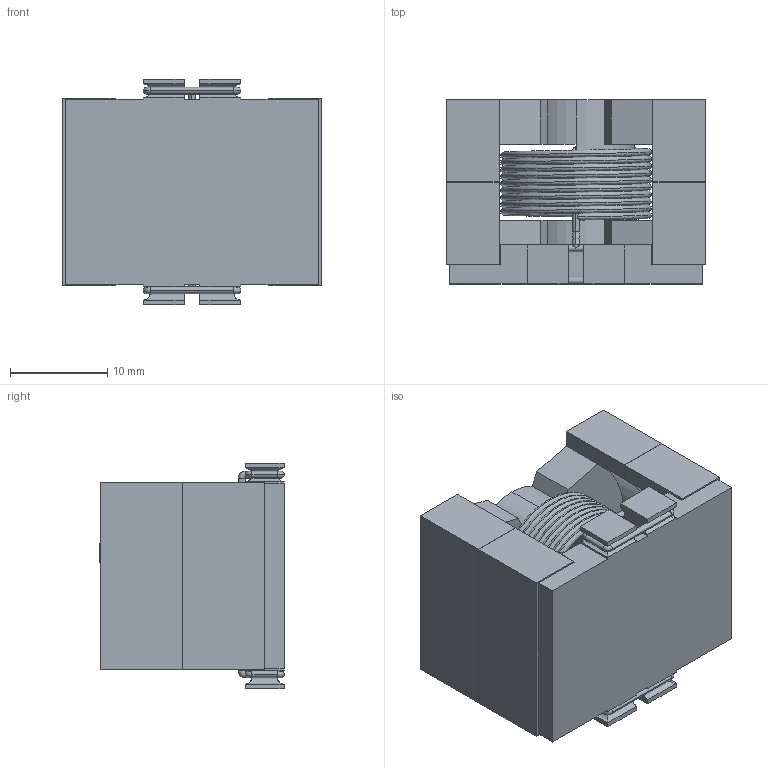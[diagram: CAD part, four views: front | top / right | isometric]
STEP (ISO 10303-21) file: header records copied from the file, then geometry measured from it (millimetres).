
FILE_DESCRIPTION (( 'STEP AP214' ), '1' );
FILE_NAME ('mps_mag_6000B_smt_a.STEP', '2014-11-17T08:15:02', ( '微软用户' ), ( '微软中国' ), 'SwSTEP 2.0', 'SolidWorks 2013', '' );
FILE_SCHEMA (( 'AUTOMOTIVE_DESIGN' ));
Length unit declared in the file: millimetre
Products named in the file (1): mps_mag_6000B_smt_a
Bounding box: 26.6 x 18.94 x 23.2 mm (x, y, z)
Volume: 6661.7 mm3; surface area: 5436.4 mm2
Topology: 10 solids, 10 shells, 614 faces, 1692 edges, 1109 vertices
Faces by surface type: plane 340, cylinder 205, bspline 47, torus 22
Entity records: 31047 total; most frequent: CARTESIAN_POINT 8703, ORIENTED_EDGE 3384, DIRECTION 3101, EDGE_CURVE 1692, LINE 1123, VECTOR 1123, VERTEX_POINT 1109, AXIS2_PLACEMENT_3D 989
